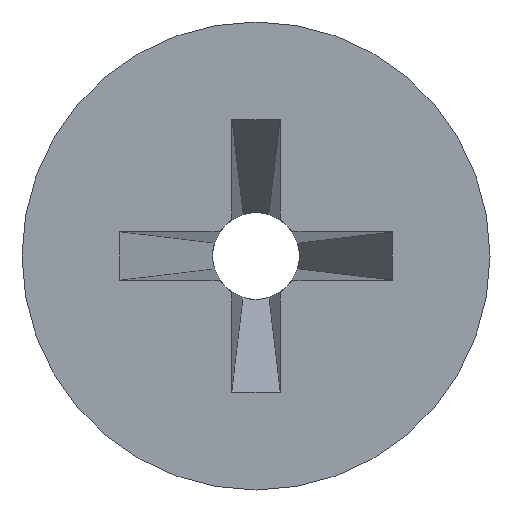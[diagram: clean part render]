
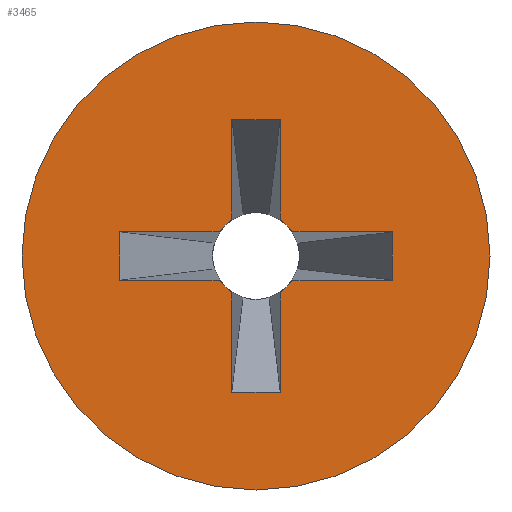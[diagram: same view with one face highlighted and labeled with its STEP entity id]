
A CAD part, left-side view. The second image highlights one B-rep face of the part: STEP entity #3465.
In plain terms, the highlighted planar face has unit normal (-1, 0, 0).
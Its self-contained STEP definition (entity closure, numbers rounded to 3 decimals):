
#115=CARTESIAN_POINT('',(0.,0.,0.));
#116=DIRECTION('',(-1.,0.,0.));
#117=DIRECTION('',(0.,1.,0.));
#118=AXIS2_PLACEMENT_3D('',#115,#116,#117);
#120=CARTESIAN_POINT('',(0.,0.,0.));
#121=DIRECTION('',(1.,0.,0.));
#122=DIRECTION('',(0.,1.,0.));
#123=AXIS2_PLACEMENT_3D('',#120,#121,#122);
#125=CARTESIAN_POINT('',(0.,0.,0.));
#126=DIRECTION('',(1.,0.,0.));
#127=DIRECTION('',(0.,-0.829,-0.559));
#128=AXIS2_PLACEMENT_3D('',#125,#126,#127);
#130=DIRECTION('',(0.,1.,0.));
#131=VECTOR('',#130,1.177);
#132=CARTESIAN_POINT('',(0.,-1.6,-0.285));
#133=LINE('',#132,#131);
#134=DIRECTION('',(0.,0.,-1.));
#135=VECTOR('',#134,0.57);
#136=CARTESIAN_POINT('',(0.,-1.6,0.285));
#137=LINE('',#136,#135);
#138=DIRECTION('',(0.,1.,0.));
#139=VECTOR('',#138,1.177);
#140=CARTESIAN_POINT('',(0.,-1.6,0.285));
#141=LINE('',#140,#139);
#142=CARTESIAN_POINT('',(0.,0.,0.));
#143=DIRECTION('',(1.,0.,0.));
#144=DIRECTION('',(0.,-0.559,0.829));
#145=AXIS2_PLACEMENT_3D('',#142,#143,#144);
#147=DIRECTION('',(0.,0.,-1.));
#148=VECTOR('',#147,1.177);
#149=CARTESIAN_POINT('',(0.,-0.285,1.6));
#150=LINE('',#149,#148);
#151=DIRECTION('',(0.,1.,0.));
#152=VECTOR('',#151,0.57);
#153=CARTESIAN_POINT('',(0.,-0.285,1.6));
#154=LINE('',#153,#152);
#155=DIRECTION('',(0.,0.,-1.));
#156=VECTOR('',#155,1.177);
#157=CARTESIAN_POINT('',(0.,0.285,1.6));
#158=LINE('',#157,#156);
#159=CARTESIAN_POINT('',(0.,0.,0.));
#160=DIRECTION('',(1.,0.,0.));
#161=DIRECTION('',(0.,0.829,0.559));
#162=AXIS2_PLACEMENT_3D('',#159,#160,#161);
#164=DIRECTION('',(0.,1.,0.));
#165=VECTOR('',#164,1.177);
#166=CARTESIAN_POINT('',(0.,0.423,0.285));
#167=LINE('',#166,#165);
#168=DIRECTION('',(0.,0.,-1.));
#169=VECTOR('',#168,0.57);
#170=CARTESIAN_POINT('',(0.,1.6,0.285));
#171=LINE('',#170,#169);
#172=DIRECTION('',(0.,1.,0.));
#173=VECTOR('',#172,1.177);
#174=CARTESIAN_POINT('',(0.,0.423,-0.285));
#175=LINE('',#174,#173);
#176=CARTESIAN_POINT('',(0.,0.,0.));
#177=DIRECTION('',(1.,0.,0.));
#178=DIRECTION('',(0.,0.559,-0.829));
#179=AXIS2_PLACEMENT_3D('',#176,#177,#178);
#181=DIRECTION('',(0.,0.,-1.));
#182=VECTOR('',#181,1.177);
#183=CARTESIAN_POINT('',(0.,0.285,-0.423));
#184=LINE('',#183,#182);
#185=DIRECTION('',(0.,1.,0.));
#186=VECTOR('',#185,0.57);
#187=CARTESIAN_POINT('',(0.,-0.285,-1.6));
#188=LINE('',#187,#186);
#189=DIRECTION('',(0.,0.,-1.));
#190=VECTOR('',#189,1.177);
#191=CARTESIAN_POINT('',(0.,-0.285,-0.423));
#192=LINE('',#191,#190);
#3324=CARTESIAN_POINT('',(0.,2.75,0.));
#3326=VERTEX_POINT('',#3324);
#3328=CARTESIAN_POINT('',(0.,-2.75,0.));
#3330=VERTEX_POINT('',#3328);
#3353=CARTESIAN_POINT('',(0.,-0.423,-0.285));
#3354=CARTESIAN_POINT('',(0.,-0.285,-0.423));
#3355=VERTEX_POINT('',#3353);
#3356=VERTEX_POINT('',#3354);
#3357=CARTESIAN_POINT('',(0.,0.285,-0.423));
#3358=CARTESIAN_POINT('',(0.,0.423,-0.285));
#3359=VERTEX_POINT('',#3357);
#3360=VERTEX_POINT('',#3358);
#3361=CARTESIAN_POINT('',(0.,0.423,0.285));
#3362=CARTESIAN_POINT('',(0.,0.285,0.423));
#3363=VERTEX_POINT('',#3361);
#3364=VERTEX_POINT('',#3362);
#3365=CARTESIAN_POINT('',(0.,-0.285,0.423));
#3366=CARTESIAN_POINT('',(0.,-0.423,0.285));
#3367=VERTEX_POINT('',#3365);
#3368=VERTEX_POINT('',#3366);
#3396=CARTESIAN_POINT('',(0.,-1.6,0.285));
#3397=CARTESIAN_POINT('',(0.,-1.6,-0.285));
#3398=VERTEX_POINT('',#3396);
#3399=VERTEX_POINT('',#3397);
#3400=CARTESIAN_POINT('',(0.,-0.285,1.6));
#3401=CARTESIAN_POINT('',(0.,0.285,1.6));
#3402=VERTEX_POINT('',#3400);
#3403=VERTEX_POINT('',#3401);
#3404=CARTESIAN_POINT('',(0.,1.6,0.285));
#3405=CARTESIAN_POINT('',(0.,1.6,-0.285));
#3406=VERTEX_POINT('',#3404);
#3407=VERTEX_POINT('',#3405);
#3408=CARTESIAN_POINT('',(0.,-0.285,-1.6));
#3409=CARTESIAN_POINT('',(0.,0.285,-1.6));
#3410=VERTEX_POINT('',#3408);
#3411=VERTEX_POINT('',#3409);
#3420=CARTESIAN_POINT('',(0.,0.,0.));
#3421=DIRECTION('',(1.,0.,0.));
#3422=DIRECTION('',(0.,-1.,0.));
#3423=AXIS2_PLACEMENT_3D('',#3420,#3421,#3422);
#3424=PLANE('',#3423);
#3426=ORIENTED_EDGE('',*,*,#3425,.F.);
#3428=ORIENTED_EDGE('',*,*,#3427,.T.);
#3429=EDGE_LOOP('',(#3426,#3428));
#3430=FACE_OUTER_BOUND('',#3429,.F.);
#3432=ORIENTED_EDGE('',*,*,#3431,.F.);
#3434=ORIENTED_EDGE('',*,*,#3433,.F.);
#3436=ORIENTED_EDGE('',*,*,#3435,.F.);
#3438=ORIENTED_EDGE('',*,*,#3437,.T.);
#3440=ORIENTED_EDGE('',*,*,#3439,.F.);
#3442=ORIENTED_EDGE('',*,*,#3441,.F.);
#3444=ORIENTED_EDGE('',*,*,#3443,.T.);
#3446=ORIENTED_EDGE('',*,*,#3445,.T.);
#3448=ORIENTED_EDGE('',*,*,#3447,.F.);
#3450=ORIENTED_EDGE('',*,*,#3449,.T.);
#3452=ORIENTED_EDGE('',*,*,#3451,.T.);
#3454=ORIENTED_EDGE('',*,*,#3453,.F.);
#3456=ORIENTED_EDGE('',*,*,#3455,.F.);
#3458=ORIENTED_EDGE('',*,*,#3457,.T.);
#3460=ORIENTED_EDGE('',*,*,#3459,.F.);
#3462=ORIENTED_EDGE('',*,*,#3461,.F.);
#3463=EDGE_LOOP('',(#3432,#3434,#3436,#3438,#3440,#3442,#3444,#3446,#3448,#3450,
#3452,#3454,#3456,#3458,#3460,#3462));
#3464=FACE_BOUND('',#3463,.F.);
#119=CIRCLE('',#118,2.75);
#124=CIRCLE('',#123,2.75);
#129=CIRCLE('',#128,0.51);
#146=CIRCLE('',#145,0.51);
#163=CIRCLE('',#162,0.51);
#180=CIRCLE('',#179,0.51);
#3425=EDGE_CURVE('',#3326,#3330,#119,.T.);
#3427=EDGE_CURVE('',#3326,#3330,#124,.T.);
#3431=EDGE_CURVE('',#3355,#3356,#129,.T.);
#3433=EDGE_CURVE('',#3399,#3355,#133,.T.);
#3435=EDGE_CURVE('',#3398,#3399,#137,.T.);
#3437=EDGE_CURVE('',#3398,#3368,#141,.T.);
#3439=EDGE_CURVE('',#3367,#3368,#146,.T.);
#3441=EDGE_CURVE('',#3402,#3367,#150,.T.);
#3443=EDGE_CURVE('',#3402,#3403,#154,.T.);
#3445=EDGE_CURVE('',#3403,#3364,#158,.T.);
#3447=EDGE_CURVE('',#3363,#3364,#163,.T.);
#3449=EDGE_CURVE('',#3363,#3406,#167,.T.);
#3451=EDGE_CURVE('',#3406,#3407,#171,.T.);
#3453=EDGE_CURVE('',#3360,#3407,#175,.T.);
#3455=EDGE_CURVE('',#3359,#3360,#180,.T.);
#3457=EDGE_CURVE('',#3359,#3411,#184,.T.);
#3459=EDGE_CURVE('',#3410,#3411,#188,.T.);
#3461=EDGE_CURVE('',#3356,#3410,#192,.T.);
#3465=ADVANCED_FACE('',(#3430,#3464),#3424,.F.);
